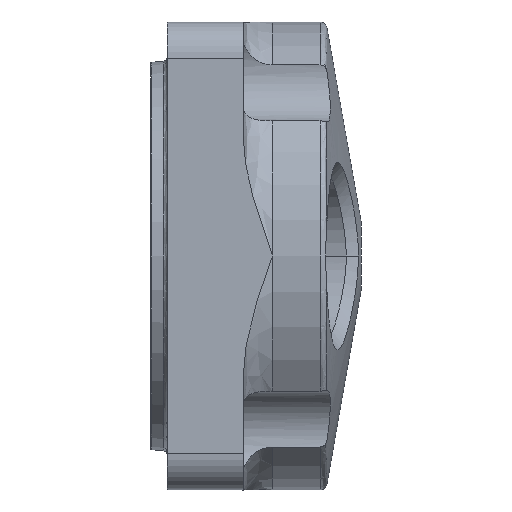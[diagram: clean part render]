
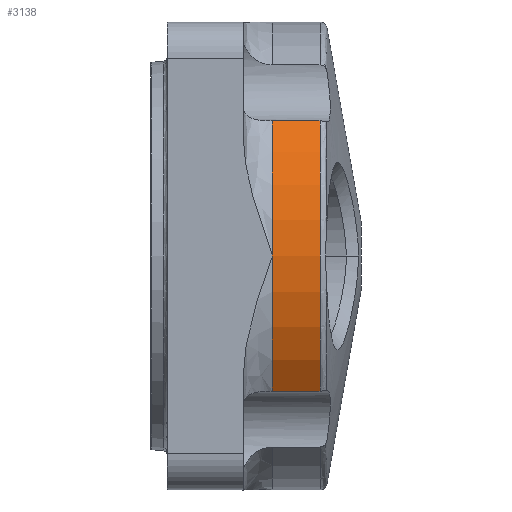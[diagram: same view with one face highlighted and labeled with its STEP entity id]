
A CAD part, left-side view. The second image highlights one B-rep face of the part: STEP entity #3138.
In plain terms, the highlighted cylindrical face has radius 25.4 mm (diameter 50.8 mm), a partial arc.
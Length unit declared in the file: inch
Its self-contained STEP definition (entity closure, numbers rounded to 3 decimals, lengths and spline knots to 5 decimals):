
#125 = EDGE_CURVE ( 'NONE', #1646, #1010, #4580, .T. ) ;
#126 = CIRCLE ( 'NONE', #2545, 1. ) ;
#211 = CYLINDRICAL_SURFACE ( 'NONE', #3813, 1. ) ;
#313 = CARTESIAN_POINT ( 'NONE',  ( -0.81652, -0.325, 0.57731 ) ) ;
#524 = EDGE_CURVE ( 'NONE', #3838, #1010, #2566, .T. ) ;
#1010 = VERTEX_POINT ( 'NONE', #4870 ) ;
#1095 = DIRECTION ( 'NONE',  ( -0.707, 0., 0.707 ) ) ;
#1160 = DIRECTION ( 'NONE',  ( -0.707, 0., -0.707 ) ) ;
#1197 = VERTEX_POINT ( 'NONE', #2051 ) ;
#1237 = DIRECTION ( 'NONE',  ( 0., -1., 0. ) ) ;
#1513 = AXIS2_PLACEMENT_3D ( 'NONE', #2576, #1237, #3804 ) ;
#1585 = DIRECTION ( 'NONE',  ( 0., -1., 0. ) ) ;
#1646 = VERTEX_POINT ( 'NONE', #2722 ) ;
#1930 = VECTOR ( 'NONE', #3794, 39.37008 ) ;
#1932 = DIRECTION ( 'NONE',  ( 0., 1., 0. ) ) ;
#1962 = FACE_OUTER_BOUND ( 'NONE', #3023, .T. ) ;
#2051 = CARTESIAN_POINT ( 'NONE',  ( -0.81652, -0.45, 0.57731 ) ) ;
#2230 = ORIENTED_EDGE ( 'NONE', *, *, #125, .F. ) ;
#2442 = DIRECTION ( 'NONE',  ( 0., -1., 0. ) ) ;
#2545 = AXIS2_PLACEMENT_3D ( 'NONE', #2964, #2442, #1160 ) ;
#2566 = LINE ( 'NONE', #4218, #1930 ) ;
#2576 = CARTESIAN_POINT ( 'NONE',  ( 0., -0.45, 0. ) ) ;
#2722 = CARTESIAN_POINT ( 'NONE',  ( -0.81652, -0.65354, 0.57731 ) ) ;
#2858 = ORIENTED_EDGE ( 'NONE', *, *, #524, .T. ) ;
#2935 = LINE ( 'NONE', #313, #4877 ) ;
#2964 = CARTESIAN_POINT ( 'NONE',  ( 0., -0.45, 0. ) ) ;
#3023 = EDGE_LOOP ( 'NONE', ( #3417, #4824, #4495, #2858, #2230 ) ) ;
#3138 = ADVANCED_FACE ( 'NONE', ( #1962 ), #211, .T. ) ;
#3242 = DIRECTION ( 'NONE',  ( 0., 1., 0. ) ) ;
#3283 = DIRECTION ( 'NONE',  ( 0., 0., 1. ) ) ;
#3417 = ORIENTED_EDGE ( 'NONE', *, *, #4524, .T. ) ;
#3680 = CARTESIAN_POINT ( 'NONE',  ( 0., -0.50186, 0. ) ) ;
#3765 = CIRCLE ( 'NONE', #1513, 1. ) ;
#3775 = EDGE_CURVE ( 'NONE', #4485, #3838, #126, .T. ) ;
#3794 = DIRECTION ( 'NONE',  ( 0., -1., 0. ) ) ;
#3804 = DIRECTION ( 'NONE',  ( 0., 0., 1. ) ) ;
#3813 = AXIS2_PLACEMENT_3D ( 'NONE', #3680, #1932, #3283 ) ;
#3838 = VERTEX_POINT ( 'NONE', #5416 ) ;
#4085 = CARTESIAN_POINT ( 'NONE',  ( 0., -0.65354, 0. ) ) ;
#4218 = CARTESIAN_POINT ( 'NONE',  ( -0.81652, -0.325, -0.57731 ) ) ;
#4485 = VERTEX_POINT ( 'NONE', #5079 ) ;
#4495 = ORIENTED_EDGE ( 'NONE', *, *, #3775, .T. ) ;
#4524 = EDGE_CURVE ( 'NONE', #1646, #1197, #2935, .T. ) ;
#4580 = CIRCLE ( 'NONE', #4668, 1. ) ;
#4668 = AXIS2_PLACEMENT_3D ( 'NONE', #4085, #1585, #1095 ) ;
#4779 = EDGE_CURVE ( 'NONE', #1197, #4485, #3765, .T. ) ;
#4824 = ORIENTED_EDGE ( 'NONE', *, *, #4779, .T. ) ;
#4870 = CARTESIAN_POINT ( 'NONE',  ( -0.81652, -0.65354, -0.57731 ) ) ;
#4877 = VECTOR ( 'NONE', #3242, 39.37008 ) ;
#5079 = CARTESIAN_POINT ( 'NONE',  ( -1., -0.45, 0. ) ) ;
#5416 = CARTESIAN_POINT ( 'NONE',  ( -0.81652, -0.45, -0.57731 ) ) ;
